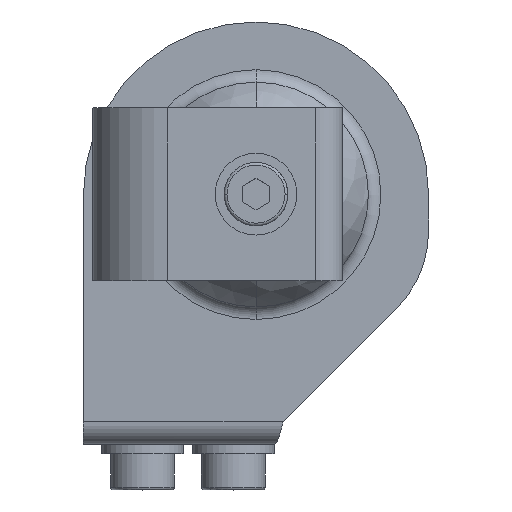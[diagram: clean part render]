
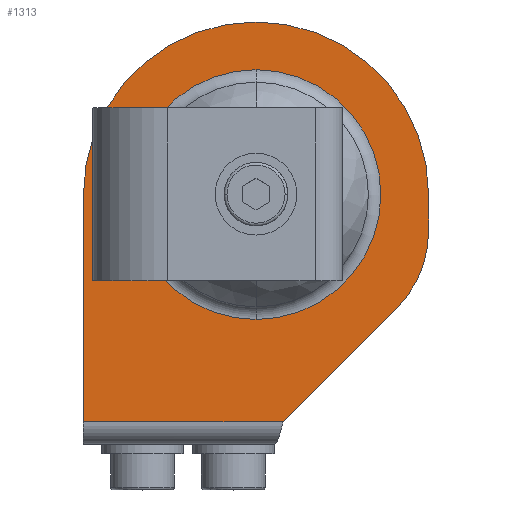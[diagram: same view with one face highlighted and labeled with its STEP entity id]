
A CAD part, top view. The second image highlights one B-rep face of the part: STEP entity #1313.
In plain terms, the highlighted planar face has unit normal (0, 0, 1).
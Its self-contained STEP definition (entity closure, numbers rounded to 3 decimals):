
#508=DIRECTION('',(0.,1.,0.));
#509=VECTOR('',#508,25.);
#510=CARTESIAN_POINT('',(0.,1.,0.));
#511=LINE('',#510,#509);
#515=CARTESIAN_POINT('',(19.,26.,0.));
#516=DIRECTION('',(0.,0.,-1.));
#517=DIRECTION('',(-1.,0.,0.));
#518=AXIS2_PLACEMENT_3D('',#515,#516,#517);
#523=DIRECTION('',(0.,-1.,0.));
#524=VECTOR('',#523,4.029);
#525=CARTESIAN_POINT('',(38.,26.,0.));
#526=LINE('',#525,#524);
#530=CARTESIAN_POINT('',(26.,21.971,0.));
#531=DIRECTION('',(0.,0.,-1.));
#532=DIRECTION('',(1.,0.,0.));
#533=AXIS2_PLACEMENT_3D('',#530,#531,#532);
#538=DIRECTION('',(-0.707,-0.707,0.));
#539=VECTOR('',#538,17.657);
#540=CARTESIAN_POINT('',(34.485,13.485,0.));
#541=LINE('',#540,#539);
#545=CARTESIAN_POINT('',(19.,26.,0.));
#546=DIRECTION('',(0.,0.,1.));
#547=DIRECTION('',(0.,-1.,0.));
#548=AXIS2_PLACEMENT_3D('',#545,#546,#547);
#553=CARTESIAN_POINT('',(19.,26.,0.));
#554=DIRECTION('',(0.,0.,1.));
#555=DIRECTION('',(0.,1.,0.));
#556=AXIS2_PLACEMENT_3D('',#553,#554,#555);
#568=DIRECTION('',(1.,0.,0.));
#569=VECTOR('',#568,22.);
#570=CARTESIAN_POINT('',(0.,1.,0.));
#571=LINE('',#570,#569);
#1011=CARTESIAN_POINT('',(0.,1.,0.));
#1012=VERTEX_POINT('',#1011);
#1013=CARTESIAN_POINT('',(0.,26.,0.));
#1014=VERTEX_POINT('',#1013);
#1017=CARTESIAN_POINT('',(22.,1.,0.));
#1018=VERTEX_POINT('',#1017);
#1019=CARTESIAN_POINT('',(38.,26.,0.));
#1020=VERTEX_POINT('',#1019);
#1021=CARTESIAN_POINT('',(38.,21.971,0.));
#1022=VERTEX_POINT('',#1021);
#1023=CARTESIAN_POINT('',(34.485,13.485,0.));
#1024=VERTEX_POINT('',#1023);
#1025=CARTESIAN_POINT('',(19.,12.252,0.));
#1026=CARTESIAN_POINT('',(19.,39.748,0.));
#1027=VERTEX_POINT('',#1025);
#1028=VERTEX_POINT('',#1026);
#1289=CARTESIAN_POINT('',(0.,0.,0.));
#1290=DIRECTION('',(0.,0.,1.));
#1291=DIRECTION('',(1.,0.,0.));
#1292=AXIS2_PLACEMENT_3D('',#1289,#1290,#1291);
#1293=PLANE('',#1292);
#1295=ORIENTED_EDGE('',*,*,#1294,.F.);
#1296=ORIENTED_EDGE('',*,*,#1272,.T.);
#1298=ORIENTED_EDGE('',*,*,#1297,.T.);
#1300=ORIENTED_EDGE('',*,*,#1299,.T.);
#1302=ORIENTED_EDGE('',*,*,#1301,.T.);
#1304=ORIENTED_EDGE('',*,*,#1303,.T.);
#1305=EDGE_LOOP('',(#1295,#1296,#1298,#1300,#1302,#1304));
#1306=FACE_OUTER_BOUND('',#1305,.F.);
#1308=ORIENTED_EDGE('',*,*,#1307,.T.);
#1310=ORIENTED_EDGE('',*,*,#1309,.T.);
#1311=EDGE_LOOP('',(#1308,#1310));
#1312=FACE_BOUND('',#1311,.F.);
#1313=ADVANCED_FACE('',(#1306,#1312),#1293,.T.);
#519=CIRCLE('',#518,19.);
#534=CIRCLE('',#533,12.);
#549=CIRCLE('',#548,13.748);
#557=CIRCLE('',#556,13.748);
#1272=EDGE_CURVE('',#1012,#1014,#511,.T.);
#1294=EDGE_CURVE('',#1012,#1018,#571,.T.);
#1297=EDGE_CURVE('',#1014,#1020,#519,.T.);
#1299=EDGE_CURVE('',#1020,#1022,#526,.T.);
#1301=EDGE_CURVE('',#1022,#1024,#534,.T.);
#1303=EDGE_CURVE('',#1024,#1018,#541,.T.);
#1307=EDGE_CURVE('',#1027,#1028,#549,.T.);
#1309=EDGE_CURVE('',#1028,#1027,#557,.T.);
